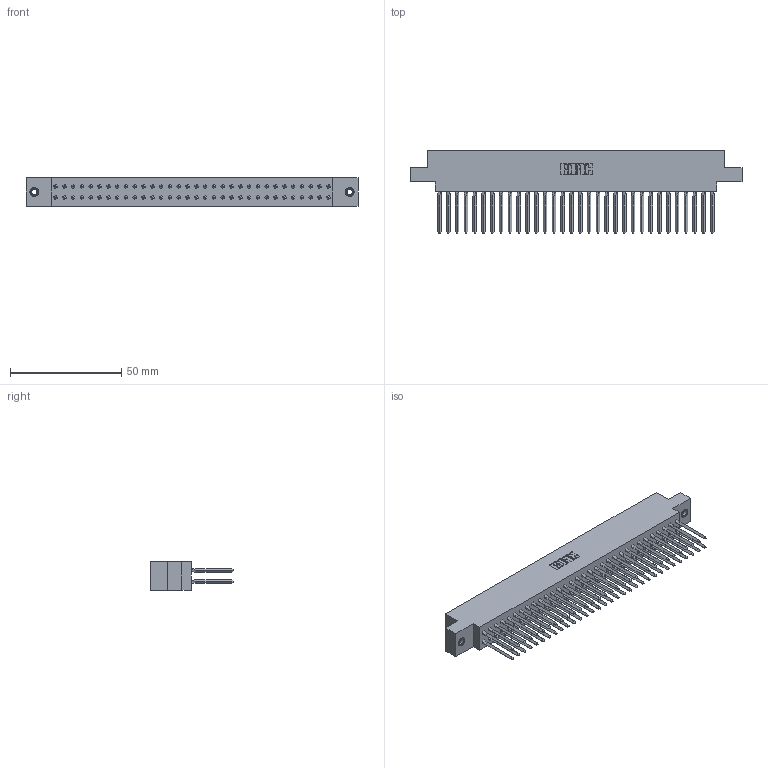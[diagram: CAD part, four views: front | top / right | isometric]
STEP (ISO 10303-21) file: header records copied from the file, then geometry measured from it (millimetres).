
FILE_DESCRIPTION (( 'STEP AP203' ), '1' );
FILE_NAME ('317-064-542-807.STEP', '2020-02-28T05:55:29', ( '' ), ( '' ), 'SwSTEP 2.0', 'SolidWorks 2016', '' );
FILE_SCHEMA (( 'CONFIG_CONTROL_DESIGN' ));
Length unit declared in the file: inch
Products named in the file (4): 317 Part_.156 Dia - TI; 317-290-003_542; 345-250-001_345-250-005-103; 317-064-542-807
Assembly tree (67 placements, depth 2):
  317-064-542-807
    317 Part_.156 Dia - TI
    317-290-003_542  x64
    345-250-001_345-250-005-103  x2
Bounding box: 149.5 x 37.34 x 12.7 mm (x, y, z)
Volume: 24151.3 mm3; surface area: 33300.1 mm2
Topology: 67 solids, 67 shells, 3810 faces, 10651 edges, 6794 vertices
Faces by surface type: plane 3034, cylinder 504, bspline 256, cone 12, torus 4
Entity records: 47854 total; most frequent: CARTESIAN_POINT 8568, ORIENTED_EDGE 8224, DIRECTION 6974, EDGE_CURVE 4112, VECTOR 3922, LINE 3922, VERTEX_POINT 2732, AXIS2_PLACEMENT_3D 1526
